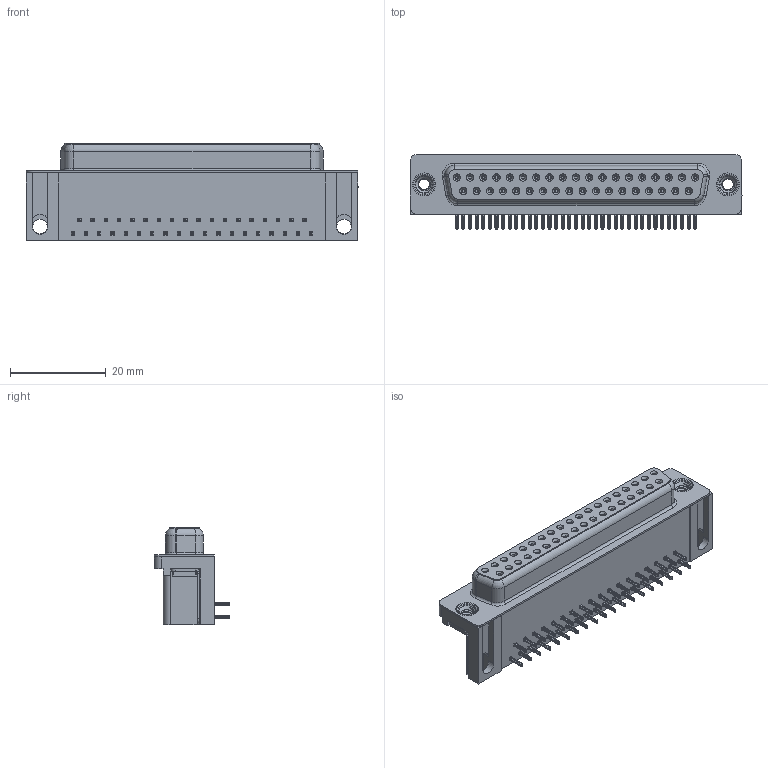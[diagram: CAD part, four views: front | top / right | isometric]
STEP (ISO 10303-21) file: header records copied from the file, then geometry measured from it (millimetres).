
FILE_DESCRIPTION (( 'STEP AP203' ), '1' );
FILE_NAME ('630-037-240-012.STEP', '2021-09-22T14:16:16', ( '' ), ( '' ), 'SwSTEP 2.0', 'SolidWorks 2020', '' );
FILE_SCHEMA (( 'CONFIG_CONTROL_DESIGN' ));
Length unit declared in the file: millimetre
Products named in the file (7): 630 Housing_37 Socket; 630 Shell_37 Socket; 630 Thru Hole Board Mount; 630 Contact Bottom; 630 Contact Top; 630 4-40 Threaded Rivet; 630-037-240-012
Assembly tree (43 placements, depth 2):
  630-037-240-012
    630 Housing_37 Socket
    630 Shell_37 Socket
    630 Contact Bottom  x18
    630 Contact Top  x19
    630 Thru Hole Board Mount  x2
    630 4-40 Threaded Rivet  x2
Bounding box: 69.4 x 15.73 x 20.4 mm (x, y, z)
Volume: 11814.7 mm3; surface area: 13534.8 mm2
Topology: 43 solids, 43 shells, 5560 faces, 14592 edges, 9144 vertices
Faces by surface type: plane 2502, cylinder 1298, bspline 1266, cone 456, torus 38
Entity records: 36273 total; most frequent: CARTESIAN_POINT 10567, ORIENTED_EDGE 5028, DIRECTION 4738, EDGE_CURVE 2514, VECTOR 1702, LINE 1702, VERTEX_POINT 1608, AXIS2_PLACEMENT_3D 1518
